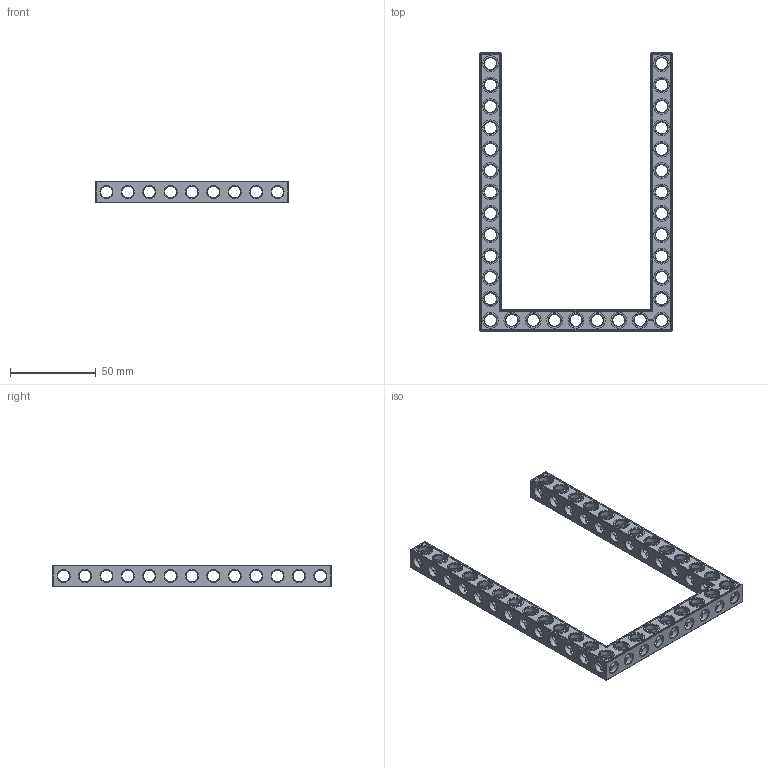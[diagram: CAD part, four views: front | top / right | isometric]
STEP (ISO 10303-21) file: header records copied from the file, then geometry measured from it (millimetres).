
FILE_DESCRIPTION(('FreeCAD Model'),'2;1');
FILE_NAME('Open CASCADE Shape Model','2022-02-25T10:45:20',('Author'),( ''),'Open CASCADE STEP processor 7.5','FreeCAD','Unknown');
FILE_SCHEMA(('AUTOMOTIVE_DESIGN { 1 0 10303 214 1 1 1 1 }'));
Products named in the file (1): Beam AGD ESS USH SYM BU09x13x01 - SPN-BEM-0434 (stemfie.org)
Bounding box: 112.5 x 162.5 x 12.5 mm (x, y, z)
Volume: 32248.7 mm3; surface area: 28820.7 mm2
Topology: 1 solids, 1 shells, 893 faces, 2695 edges, 1739 vertices
Faces by surface type: plane 426, cylinder 199, cone 134, extrusion 134
Full cylindrical faces by diameter (mm): 6.98 x28, 7 x138, 9.2 x33
Entity records: 191777 total; most frequent: CARTESIAN_POINT 141308, DIRECTION 8223, ORIENTED_EDGE 5390, PCURVE 5390, DEFINITIONAL_REPRESENTATION 5390, VECTOR 5250, LINE 5116, EDGE_CURVE 2695
